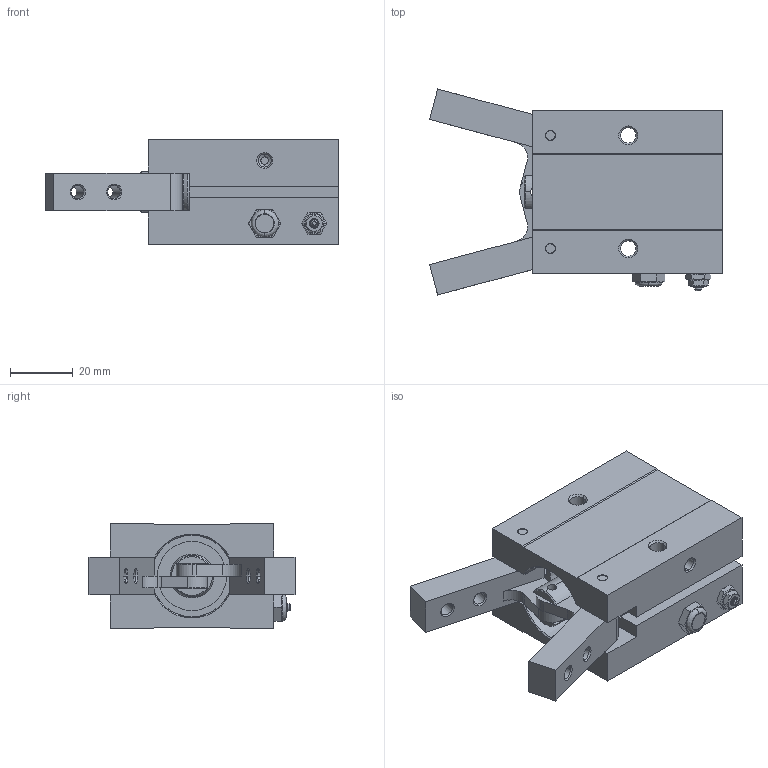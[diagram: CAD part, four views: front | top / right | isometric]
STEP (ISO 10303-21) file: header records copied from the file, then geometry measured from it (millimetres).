
FILE_DESCRIPTION (( 'STEP AP214' ), '1' );
FILE_NAME ('KA25MSA-M.step', '2017-07-18T19:58:16', ( '' ), ( '' ), 'SwSTEP 2.0', 'SolidWorks 2017', '' );
FILE_SCHEMA (( 'AUTOMOTIVE_DESIGN' ));
Length unit declared in the file: millimetre
Products named in the file (5): KA25MSA-M-4; KA25MSA-M-3; KA25MSA-M-2; KA25MSA-M-1; KA25MSA-M
Assembly tree (4 placements, depth 2):
  KA25MSA-M
    KA25MSA-M-1
    KA25MSA-M-2
    KA25MSA-M-3
    KA25MSA-M-4
Bounding box: 93.28 x 65.59 x 33.5 mm (x, y, z)
Volume: 92200.7 mm3; surface area: 32975.6 mm2
Topology: 4 solids, 5 shells, 294 faces, 718 edges, 456 vertices
Faces by surface type: plane 114, cylinder 92, cone 82, bspline 6
Entity records: 9266 total; most frequent: CARTESIAN_POINT 1959, DIRECTION 1552, ORIENTED_EDGE 1436, EDGE_CURVE 718, AXIS2_PLACEMENT_3D 593, VERTEX_POINT 456, VECTOR 366, LINE 366
